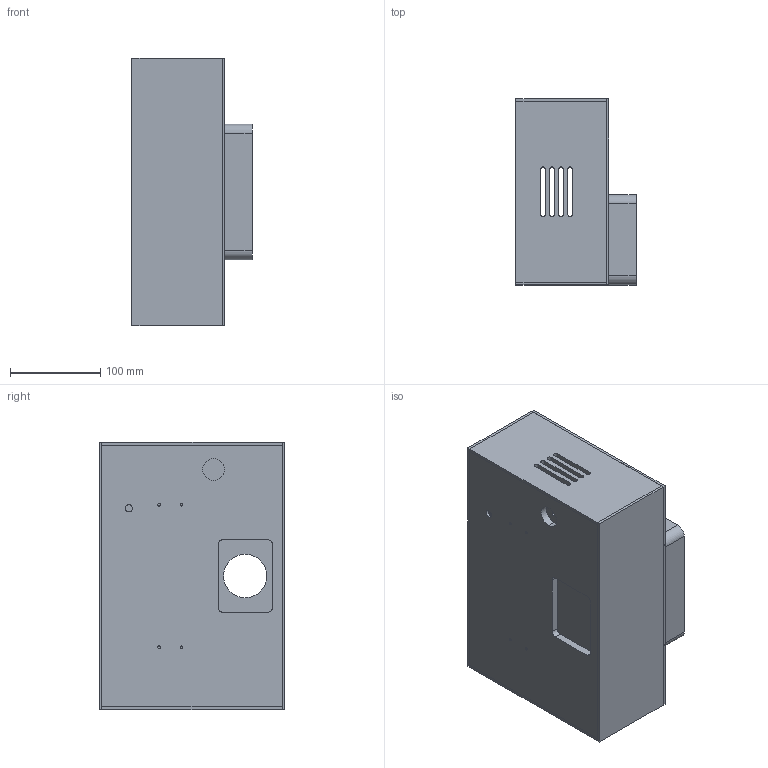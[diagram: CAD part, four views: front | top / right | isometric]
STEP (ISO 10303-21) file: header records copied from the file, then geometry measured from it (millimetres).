
FILE_DESCRIPTION (( 'STEP AP203' ), '1' );
FILE_NAME ('Assemblage Boitier bois b.STEP', '2019-10-18T08:23:47', ( '' ), ( '' ), 'SwSTEP 2.0', 'SolidWorks 2018', '' );
FILE_SCHEMA (( 'CONFIG_CONTROL_DESIGN' ));
Length unit declared in the file: millimetre
Products named in the file (7): Planche de derrière; Planche du bas; Assemblage Boitier bois b; Planche de devant; Evier d''évacuation; planche du bas couvercle; Planche latérale
Assembly tree (7 placements, depth 2):
  Assemblage Boitier bois b
    Evier d''évacuation
    Planche de derrière
    planche du bas couvercle
    Planche de devant
    Planche latérale  x2
    Planche du bas
Bounding box: 133 x 206 x 296 mm (x, y, z)
Volume: 1734487.1 mm3; surface area: 521746.2 mm2
Topology: 7 solids, 7 shells, 319 faces, 822 edges, 518 vertices
Faces by surface type: plane 145, cylinder 114, cone 60
Entity records: 9773 total; most frequent: DIRECTION 1624, CARTESIAN_POINT 1535, ORIENTED_EDGE 1500, EDGE_CURVE 750, AXIS2_PLACEMENT_3D 575, LINE 474, VECTOR 474, VERTEX_POINT 470
